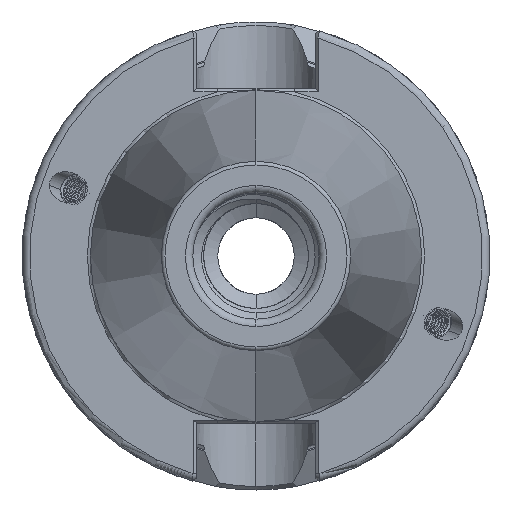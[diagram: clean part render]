
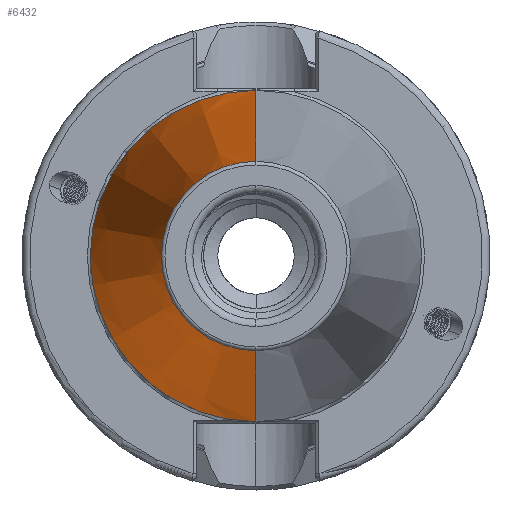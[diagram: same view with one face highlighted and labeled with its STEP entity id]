
A CAD part, left-side view. The second image highlights one B-rep face of the part: STEP entity #6432.
In plain terms, the highlighted conical face has half-angle 8.297 degrees and reference radius 22.298 mm.
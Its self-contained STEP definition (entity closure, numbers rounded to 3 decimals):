
#1224 = ORIENTED_EDGE ( 'NONE', *, *, #9597, .F. ) ;
#1225 = ORIENTED_EDGE ( 'NONE', *, *, #9599, .T. ) ;
#1226 = ORIENTED_EDGE ( 'NONE', *, *, #9601, .F. ) ;
#1227 = ORIENTED_EDGE ( 'NONE', *, *, #9598, .T. ) ;
#2741 = CARTESIAN_POINT ( 'NONE',  ( -66.972, 0., 0. ) ) ;
#2742 = LINE ( 'NONE', #2743, #9351 ) ;
#2743 = CARTESIAN_POINT ( 'NONE',  ( -1.5, 0., -22.298 ) ) ;
#2744 = DIRECTION ( 'NONE',  ( 0.99, 0., -0.144 ) ) ;
#2745 = DIRECTION ( 'NONE',  ( 1., 0., 0. ) ) ;
#2746 = DIRECTION ( 'NONE',  ( 0., 0., -1. ) ) ;
#2747 = CARTESIAN_POINT ( 'NONE',  ( -1.5, 0., 0. ) ) ;
#2748 = LINE ( 'NONE', #2749, #9353 ) ;
#2749 = CARTESIAN_POINT ( 'NONE',  ( -1.5, 0., 22.298 ) ) ;
#2750 = DIRECTION ( 'NONE',  ( 0.99, 0., 0.144 ) ) ;
#2754 = DIRECTION ( 'NONE',  ( 1., 0., 0. ) ) ;
#2755 = DIRECTION ( 'NONE',  ( 0., 0., -1. ) ) ;
#5045 = VERTEX_POINT ( 'NONE', #7429 ) ;
#5046 = VERTEX_POINT ( 'NONE', #7430 ) ;
#5047 = VERTEX_POINT ( 'NONE', #7431 ) ;
#5048 = VERTEX_POINT ( 'NONE', #7432 ) ;
#5185 = EDGE_LOOP ( 'NONE', ( #1227, #1225, #1226, #1224 ) ) ;
#6093 = CONICAL_SURFACE ( 'NONE', #8672, 22.298, 0.145 ) ;
#6185 = CIRCLE ( 'NONE', #9348, 12.75 ) ;
#6186 = CIRCLE ( 'NONE', #9352, 22.298 ) ;
#6432 = ADVANCED_FACE ( 'NONE', ( #8667 ), #6093, .T. ) ;
#7429 = CARTESIAN_POINT ( 'NONE',  ( -1.5, 0., -22.298 ) ) ;
#7430 = CARTESIAN_POINT ( 'NONE',  ( -1.5, 0., 22.298 ) ) ;
#7431 = CARTESIAN_POINT ( 'NONE',  ( -66.972, 0., -12.75 ) ) ;
#7432 = CARTESIAN_POINT ( 'NONE',  ( -66.972, 0., 12.75 ) ) ;
#8267 = CARTESIAN_POINT ( 'NONE',  ( -1.5, 0., 0. ) ) ;
#8268 = DIRECTION ( 'NONE',  ( 1., 0., 0. ) ) ;
#8269 = DIRECTION ( 'NONE',  ( 0., 0., -1. ) ) ;
#8667 = FACE_OUTER_BOUND ( 'NONE', #5185, .T. ) ;
#8672 = AXIS2_PLACEMENT_3D ( 'NONE', #8267, #8268, #8269 ) ;
#9348 = AXIS2_PLACEMENT_3D ( 'NONE', #2741, #2745, #2746 ) ;
#9351 = VECTOR ( 'NONE', #2744, 1000. ) ;
#9352 = AXIS2_PLACEMENT_3D ( 'NONE', #2747, #2754, #2755 ) ;
#9353 = VECTOR ( 'NONE', #2750, 1000. ) ;
#9597 = EDGE_CURVE ( 'NONE', #5047, #5045, #2742, .T. ) ;
#9598 = EDGE_CURVE ( 'NONE', #5047, #5048, #6185, .T. ) ;
#9599 = EDGE_CURVE ( 'NONE', #5048, #5046, #2748, .T. ) ;
#9601 = EDGE_CURVE ( 'NONE', #5045, #5046, #6186, .T. ) ;
